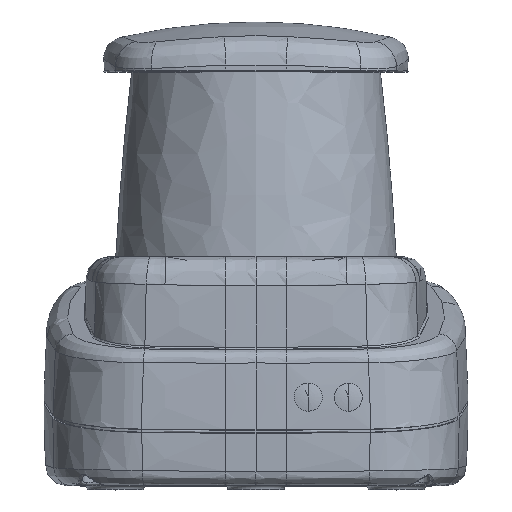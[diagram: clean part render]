
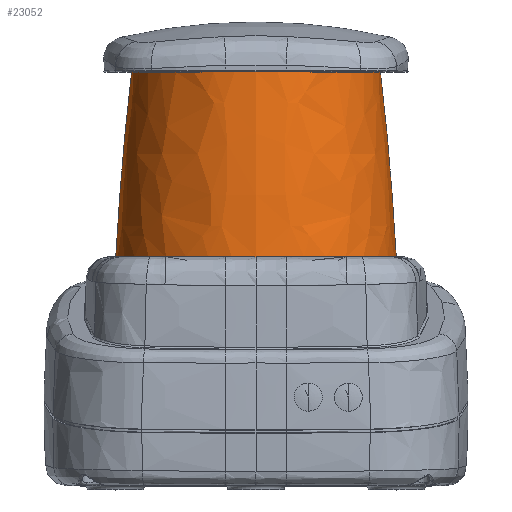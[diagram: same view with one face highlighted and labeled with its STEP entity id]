
A CAD part, top view. The second image highlights one B-rep face of the part: STEP entity #23052.
In plain terms, the highlighted free-form (B-spline) face has degree [3, 3] with [7, 4] control points.
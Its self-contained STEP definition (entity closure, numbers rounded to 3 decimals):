
#5559=CARTESIAN_POINT('',(0.,45.,0.));
#5560=DIRECTION('',(0.,-1.,0.));
#5561=DIRECTION('',(1.,0.,0.));
#5562=AXIS2_PLACEMENT_3D('',#5559,#5560,#5561);
#6075=CARTESIAN_POINT('',(0.,91.,0.));
#6076=DIRECTION('',(0.,-1.,0.));
#6077=DIRECTION('',(1.,0.,0.));
#6078=AXIS2_PLACEMENT_3D('',#6075,#6076,#6077);
#7093=CARTESIAN_POINT('',(713.972,4.248,
0.));
#7094=DIRECTION('',(0.,0.,-1.));
#7095=DIRECTION('',(-0.999,0.054,0.));
#7096=AXIS2_PLACEMENT_3D('',#7093,#7094,#7095);
#7098=CARTESIAN_POINT('',(-713.972,4.248,
0.));
#7099=DIRECTION('',(0.,0.,1.));
#7100=DIRECTION('',(0.999,0.054,0.));
#7101=AXIS2_PLACEMENT_3D('',#7098,#7099,#7100);
#7938=CARTESIAN_POINT('',(34.92,45.,0.));
#7939=CARTESIAN_POINT('',(-34.92,45.,0.));
#7940=VERTEX_POINT('',#7938);
#7941=VERTEX_POINT('',#7939);
#8004=CARTESIAN_POINT('',(30.994,91.,0.));
#8005=CARTESIAN_POINT('',(-30.994,91.,0.));
#8006=VERTEX_POINT('',#8004);
#8007=VERTEX_POINT('',#8005);
#23014=CARTESIAN_POINT('',(30.825,91.917,
-1.939));
#23015=CARTESIAN_POINT('',(32.693,76.017,
-2.057));
#23016=CARTESIAN_POINT('',(34.052,60.065,
-2.142));
#23017=CARTESIAN_POINT('',(34.9,44.078,
-2.196));
#23018=CARTESIAN_POINT('',(32.019,91.917,17.031));
#23019=CARTESIAN_POINT('',(33.959,76.017,18.062));
#23020=CARTESIAN_POINT('',(35.37,60.065,18.813));
#23021=CARTESIAN_POINT('',(36.252,44.078,19.282));
#23022=CARTESIAN_POINT('',(19.007,91.917,30.886));
#23023=CARTESIAN_POINT('',(20.159,76.017,32.758));
#23024=CARTESIAN_POINT('',(20.997,60.065,34.119));
#23025=CARTESIAN_POINT('',(21.52,44.078,34.969));
#23026=CARTESIAN_POINT('',(0.,91.917,30.886));
#23027=CARTESIAN_POINT('',(0.,76.017,32.758));
#23028=CARTESIAN_POINT('',(0.,60.065,34.119));
#23029=CARTESIAN_POINT('',(0.,44.078,34.969));
#23030=CARTESIAN_POINT('',(-19.007,91.917,
30.886));
#23031=CARTESIAN_POINT('',(-20.159,76.017,
32.758));
#23032=CARTESIAN_POINT('',(-20.997,60.065,
34.119));
#23033=CARTESIAN_POINT('',(-21.52,44.078,
34.969));
#23034=CARTESIAN_POINT('',(-32.019,91.917,
17.031));
#23035=CARTESIAN_POINT('',(-33.959,76.017,
18.062));
#23036=CARTESIAN_POINT('',(-35.37,60.065,
18.813));
#23037=CARTESIAN_POINT('',(-36.252,44.078,
19.282));
#23038=CARTESIAN_POINT('',(-30.825,91.917,
-1.939));
#23039=CARTESIAN_POINT('',(-32.693,76.017,
-2.057));
#23040=CARTESIAN_POINT('',(-34.052,60.065,
-2.142));
#23041=CARTESIAN_POINT('',(-34.9,44.078,
-2.196));
#23042=(BOUNDED_SURFACE()B_SPLINE_SURFACE(3,3,((#23014,#23015,#23016,#23017),(
#23018,#23019,#23020,#23021),(#23022,#23023,#23024,#23025),(#23026,#23027,
#23028,#23029),(#23030,#23031,#23032,#23033),(#23034,#23035,#23036,#23037),(
#23038,#23039,#23040,#23041)),.UNSPECIFIED.,.F.,.F.,.F.)B_SPLINE_SURFACE_WITH_KNOTS((4,3,4),(4,4),(0.,1.,2.),(0.,1.),.UNSPECIFIED.)GEOMETRIC_REPRESENTATION_ITEM()RATIONAL_B_SPLINE_SURFACE(((1.188,1.187,
1.187,1.188),(0.938,0.937,
0.937,0.938),(0.938,0.937,
0.937,0.938),(1.188,1.187,
1.187,1.188),(0.938,0.937,
0.937,0.938),(0.938,0.937,
0.937,0.938),(1.188,1.187,
1.187,1.188)))REPRESENTATION_ITEM('')SURFACE());
#23044=ORIENTED_EDGE('',*,*,#23043,.F.);
#23046=ORIENTED_EDGE('',*,*,#23045,.F.);
#23047=ORIENTED_EDGE('',*,*,#21630,.T.);
#23049=ORIENTED_EDGE('',*,*,#23048,.T.);
#23050=EDGE_LOOP('',(#23044,#23046,#23047,#23049));
#23051=FACE_OUTER_BOUND('',#23050,.F.);
#23052=ADVANCED_FACE('',(#23051),#23042,.T.);
#5563=CIRCLE('',#5562,34.92);
#6079=CIRCLE('',#6078,30.994);
#7097=CIRCLE('',#7096,750.);
#7102=CIRCLE('',#7101,750.);
#21630=EDGE_CURVE('',#7940,#7941,#5563,.T.);
#23043=EDGE_CURVE('',#8006,#8007,#6079,.T.);
#23045=EDGE_CURVE('',#7940,#8006,#7102,.T.);
#23048=EDGE_CURVE('',#7941,#8007,#7097,.T.);
